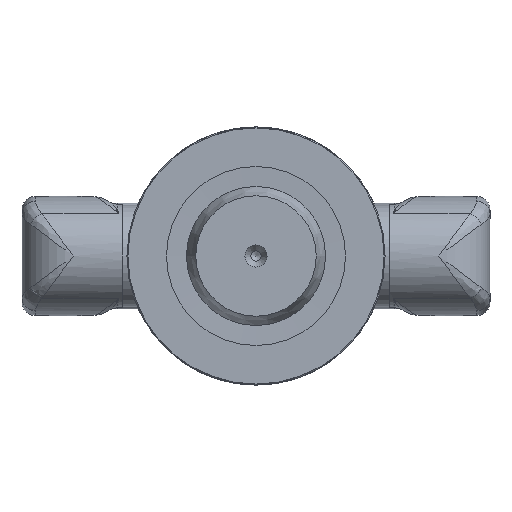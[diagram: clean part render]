
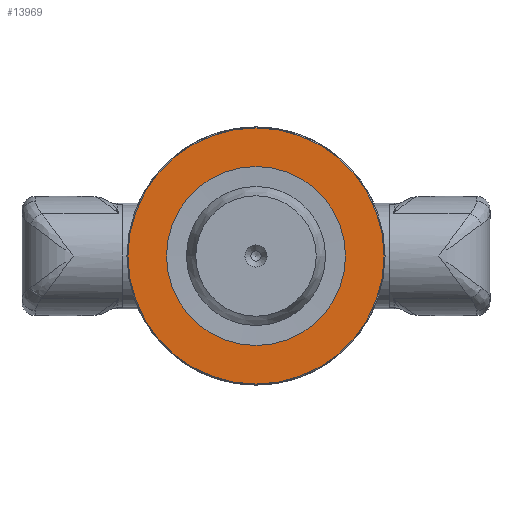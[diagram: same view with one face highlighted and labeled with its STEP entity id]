
A CAD part, front view. The second image highlights one B-rep face of the part: STEP entity #13969.
In plain terms, the highlighted face is planar.
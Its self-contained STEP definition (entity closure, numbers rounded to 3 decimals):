
#507=FACE_BOUND('',#4613,.T.);
#3049=PLANE('',#14991);
#3743=FACE_OUTER_BOUND('',#4612,.T.);
#4612=EDGE_LOOP('',(#11908));
#4613=EDGE_LOOP('',(#11909));
#5207=CIRCLE('',#14988,38.7);
#5209=CIRCLE('',#14992,27.04);
#6656=VERTEX_POINT('',#25783);
#6658=VERTEX_POINT('',#25789);
#8493=EDGE_CURVE('',#6656,#6656,#5207,.T.);
#8495=EDGE_CURVE('',#6658,#6658,#5209,.T.);
#11908=ORIENTED_EDGE('',*,*,#8493,.F.);
#11909=ORIENTED_EDGE('',*,*,#8495,.F.);
#13969=ADVANCED_FACE('',(#3743,#507),#3049,.F.);
#14988=AXIS2_PLACEMENT_3D('',#25784,#17457,#17458);
#14991=AXIS2_PLACEMENT_3D('',#25788,#17463,#17464);
#14992=AXIS2_PLACEMENT_3D('',#25790,#17465,#17466);
#17457=DIRECTION('center_axis',(0.,0.,1.));
#17458=DIRECTION('ref_axis',(-1.,0.,0.));
#17463=DIRECTION('center_axis',(0.,0.,1.));
#17464=DIRECTION('ref_axis',(1.,0.,0.));
#17465=DIRECTION('center_axis',(0.,0.,-1.));
#17466=DIRECTION('ref_axis',(-1.,0.,0.));
#25783=CARTESIAN_POINT('',(38.7,0.,0.));
#25784=CARTESIAN_POINT('Origin',(0.,0.,0.));
#25788=CARTESIAN_POINT('Origin',(0.,0.,
0.));
#25789=CARTESIAN_POINT('',(27.04,0.,0.));
#25790=CARTESIAN_POINT('Origin',(0.,0.,0.));
